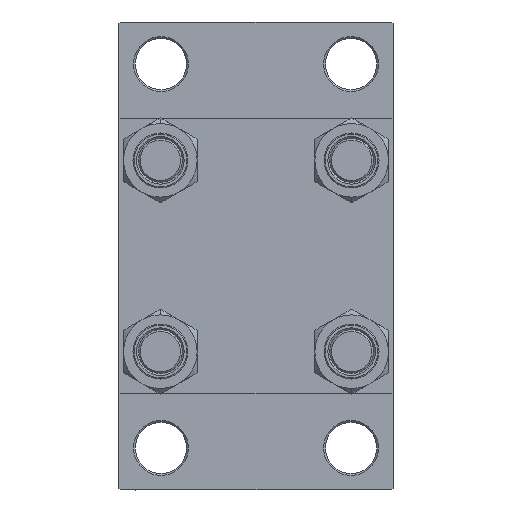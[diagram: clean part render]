
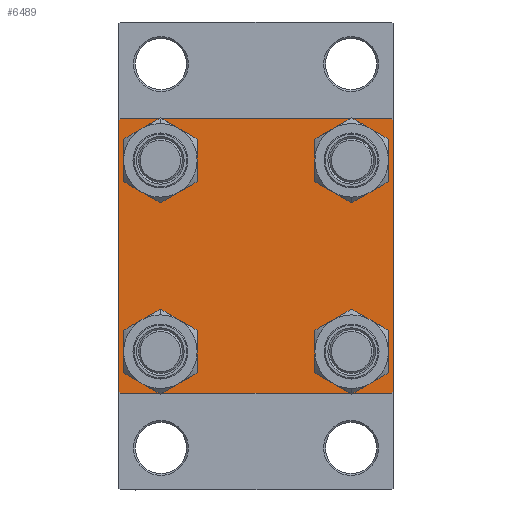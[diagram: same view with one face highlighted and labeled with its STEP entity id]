
A CAD part, left-side view. The second image highlights one B-rep face of the part: STEP entity #6489.
In plain terms, the highlighted planar face has unit normal (-1, 0, 0).
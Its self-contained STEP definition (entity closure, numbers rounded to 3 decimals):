
#35 = FACE_BOUND ( 'NONE', #41385, .T. ) ;
#142 = EDGE_CURVE ( 'NONE', #27796, #21841, #7519, .T. ) ;
#323 = DIRECTION ( 'NONE',  ( 0., 0., -1. ) ) ;
#478 = DIRECTION ( 'NONE',  ( 0., 0.707, 0.707 ) ) ;
#1140 = VERTEX_POINT ( 'NONE', #31150 ) ;
#1290 = CARTESIAN_POINT ( 'NONE',  ( 0., -26.15, 32.65 ) ) ;
#1489 = AXIS2_PLACEMENT_3D ( 'NONE', #16436, #29740, #38358 ) ;
#1950 = EDGE_CURVE ( 'NONE', #33614, #6643, #13373, .T. ) ;
#4139 = DIRECTION ( 'NONE',  ( 0., -1., 0. ) ) ;
#5238 = CARTESIAN_POINT ( 'NONE',  ( 0., 26.15, -19.65 ) ) ;
#6489 = ADVANCED_FACE ( 'NONE', ( #25063, #29134, #10150, #35, #39515 ), #43842, .T. ) ;
#6621 = ORIENTED_EDGE ( 'NONE', *, *, #20337, .T. ) ;
#6643 = VERTEX_POINT ( 'NONE', #36079 ) ;
#6846 = EDGE_CURVE ( 'NONE', #28864, #23802, #45783, .T. ) ;
#7043 = VERTEX_POINT ( 'NONE', #27091 ) ;
#7519 = LINE ( 'NONE', #22205, #46437 ) ;
#7995 = CARTESIAN_POINT ( 'NONE',  ( 0., -26.15, 26.15 ) ) ;
#8476 = DIRECTION ( 'NONE',  ( 1., 0., 0. ) ) ;
#8539 = VERTEX_POINT ( 'NONE', #45275 ) ;
#9423 = LINE ( 'NONE', #32021, #10906 ) ;
#9585 = CARTESIAN_POINT ( 'NONE',  ( 0., -37.5, 37. ) ) ;
#9690 = VERTEX_POINT ( 'NONE', #31763 ) ;
#10150 = FACE_BOUND ( 'NONE', #26001, .T. ) ;
#10350 = VERTEX_POINT ( 'NONE', #12412 ) ;
#10906 = VECTOR ( 'NONE', #35160, 1000. ) ;
#11156 = CARTESIAN_POINT ( 'NONE',  ( 0., -26.15, -26.15 ) ) ;
#11197 = CARTESIAN_POINT ( 'NONE',  ( 0., 26.15, -32.65 ) ) ;
#11846 = ORIENTED_EDGE ( 'NONE', *, *, #142, .F. ) ;
#12140 = ORIENTED_EDGE ( 'NONE', *, *, #35155, .T. ) ;
#12304 = EDGE_CURVE ( 'NONE', #27796, #7043, #32832, .T. ) ;
#12412 = CARTESIAN_POINT ( 'NONE',  ( 0., -26.15, -32.65 ) ) ;
#12673 = DIRECTION ( 'NONE',  ( 0., 0., -1. ) ) ;
#12907 = CARTESIAN_POINT ( 'NONE',  ( 0., -37.5, 37.5 ) ) ;
#13338 = DIRECTION ( 'NONE',  ( 0., -0.707, 0.707 ) ) ;
#13373 = LINE ( 'NONE', #12907, #27257 ) ;
#13729 = AXIS2_PLACEMENT_3D ( 'NONE', #11156, #26070, #30581 ) ;
#13756 = CARTESIAN_POINT ( 'NONE',  ( 0., 0., 0. ) ) ;
#13776 = ORIENTED_EDGE ( 'NONE', *, *, #38186, .T. ) ;
#14512 = LINE ( 'NONE', #18133, #25501 ) ;
#14534 = CARTESIAN_POINT ( 'NONE',  ( 0., 37.25, 37.25 ) ) ;
#14704 = DIRECTION ( 'NONE',  ( 0., 0., 1. ) ) ;
#15548 = AXIS2_PLACEMENT_3D ( 'NONE', #7995, #8476, #26995 ) ;
#16436 = CARTESIAN_POINT ( 'NONE',  ( 0., 26.15, 26.15 ) ) ;
#16548 = ORIENTED_EDGE ( 'NONE', *, *, #6846, .T. ) ;
#16717 = LINE ( 'NONE', #38867, #35092 ) ;
#16848 = EDGE_CURVE ( 'NONE', #1140, #6643, #16717, .T. ) ;
#16891 = CARTESIAN_POINT ( 'NONE',  ( 0., 26.15, 19.65 ) ) ;
#17486 = AXIS2_PLACEMENT_3D ( 'NONE', #17978, #18691, #40362 ) ;
#17671 = ORIENTED_EDGE ( 'NONE', *, *, #34029, .T. ) ;
#17831 = EDGE_LOOP ( 'NONE', ( #40553, #41735 ) ) ;
#17860 = CIRCLE ( 'NONE', #15548, 6.5 ) ;
#17923 = VERTEX_POINT ( 'NONE', #22074 ) ;
#17978 = CARTESIAN_POINT ( 'NONE',  ( 0., -26.15, -26.15 ) ) ;
#18133 = CARTESIAN_POINT ( 'NONE',  ( 0., 37.5, 37.5 ) ) ;
#18540 = CARTESIAN_POINT ( 'NONE',  ( 0., -26.15, 26.15 ) ) ;
#18570 = CARTESIAN_POINT ( 'NONE',  ( 0., 37., -37.5 ) ) ;
#18691 = DIRECTION ( 'NONE',  ( 1., 0., 0. ) ) ;
#18980 = ORIENTED_EDGE ( 'NONE', *, *, #33361, .T. ) ;
#20155 = DIRECTION ( 'NONE',  ( 0., 0., 1. ) ) ;
#20284 = DIRECTION ( 'NONE',  ( 0., -0.707, -0.707 ) ) ;
#20337 = EDGE_CURVE ( 'NONE', #23802, #28864, #25232, .T. ) ;
#21841 = VERTEX_POINT ( 'NONE', #39432 ) ;
#22074 = CARTESIAN_POINT ( 'NONE',  ( 0., -26.15, -19.65 ) ) ;
#22174 = DIRECTION ( 'NONE',  ( -1., 0., 0. ) ) ;
#22205 = CARTESIAN_POINT ( 'NONE',  ( 0., 37.5, 37.5 ) ) ;
#22728 = AXIS2_PLACEMENT_3D ( 'NONE', #27377, #35308, #31473 ) ;
#22923 = AXIS2_PLACEMENT_3D ( 'NONE', #43743, #32896, #44210 ) ;
#23683 = CIRCLE ( 'NONE', #22923, 6.5 ) ;
#23767 = DIRECTION ( 'NONE',  ( 1., 0., 0. ) ) ;
#23802 = VERTEX_POINT ( 'NONE', #5238 ) ;
#25063 = FACE_BOUND ( 'NONE', #46723, .T. ) ;
#25232 = CIRCLE ( 'NONE', #42925, 6.5 ) ;
#25270 = CIRCLE ( 'NONE', #13729, 6.5 ) ;
#25501 = VECTOR ( 'NONE', #323, 1000. ) ;
#25837 = DIRECTION ( 'NONE',  ( 0., 0.707, -0.707 ) ) ;
#26001 = EDGE_LOOP ( 'NONE', ( #6621, #16548 ) ) ;
#26070 = DIRECTION ( 'NONE',  ( 1., 0., 0. ) ) ;
#26345 = CARTESIAN_POINT ( 'NONE',  ( 0., 37., 37.5 ) ) ;
#26995 = DIRECTION ( 'NONE',  ( 0., 0., 1. ) ) ;
#27091 = CARTESIAN_POINT ( 'NONE',  ( 0., 37.5, 37. ) ) ;
#27257 = VECTOR ( 'NONE', #12673, 1000. ) ;
#27377 = CARTESIAN_POINT ( 'NONE',  ( 0., 26.15, -26.15 ) ) ;
#27796 = VERTEX_POINT ( 'NONE', #26345 ) ;
#27972 = VECTOR ( 'NONE', #20284, 1000. ) ;
#28281 = CIRCLE ( 'NONE', #45264, 6.5 ) ;
#28482 = ORIENTED_EDGE ( 'NONE', *, *, #12304, .T. ) ;
#28864 = VERTEX_POINT ( 'NONE', #11197 ) ;
#29134 = FACE_BOUND ( 'NONE', #17831, .T. ) ;
#29275 = EDGE_CURVE ( 'NONE', #7043, #8539, #14512, .T. ) ;
#29609 = EDGE_CURVE ( 'NONE', #46366, #1140, #9423, .T. ) ;
#29694 = ORIENTED_EDGE ( 'NONE', *, *, #29609, .T. ) ;
#29740 = DIRECTION ( 'NONE',  ( 1., 0., 0. ) ) ;
#29877 = ORIENTED_EDGE ( 'NONE', *, *, #37448, .T. ) ;
#30304 = CARTESIAN_POINT ( 'NONE',  ( 0., -37.25, 37.25 ) ) ;
#30581 = DIRECTION ( 'NONE',  ( 0., 0., 1. ) ) ;
#31150 = CARTESIAN_POINT ( 'NONE',  ( 0., -37., -37.5 ) ) ;
#31432 = VERTEX_POINT ( 'NONE', #16891 ) ;
#31466 = CIRCLE ( 'NONE', #1489, 6.5 ) ;
#31473 = DIRECTION ( 'NONE',  ( 0., 0., 1. ) ) ;
#31763 = CARTESIAN_POINT ( 'NONE',  ( 0., -26.15, 19.65 ) ) ;
#32021 = CARTESIAN_POINT ( 'NONE',  ( 0., 37.5, -37.5 ) ) ;
#32832 = LINE ( 'NONE', #14534, #39682 ) ;
#32896 = DIRECTION ( 'NONE',  ( 1., 0., 0. ) ) ;
#33361 = EDGE_CURVE ( 'NONE', #33614, #21841, #37048, .T. ) ;
#33614 = VERTEX_POINT ( 'NONE', #9585 ) ;
#34029 = EDGE_CURVE ( 'NONE', #9690, #42159, #17860, .T. ) ;
#34502 = ORIENTED_EDGE ( 'NONE', *, *, #43025, .T. ) ;
#35092 = VECTOR ( 'NONE', #13338, 1000. ) ;
#35155 = EDGE_CURVE ( 'NONE', #8539, #46366, #35186, .T. ) ;
#35160 = DIRECTION ( 'NONE',  ( 0., -1., 0. ) ) ;
#35186 = LINE ( 'NONE', #46276, #27972 ) ;
#35308 = DIRECTION ( 'NONE',  ( 1., 0., 0. ) ) ;
#35745 = ORIENTED_EDGE ( 'NONE', *, *, #16848, .T. ) ;
#36079 = CARTESIAN_POINT ( 'NONE',  ( 0., -37.5, -37. ) ) ;
#36296 = ORIENTED_EDGE ( 'NONE', *, *, #1950, .F. ) ;
#36522 = AXIS2_PLACEMENT_3D ( 'NONE', #13756, #22174, #14704 ) ;
#36589 = DIRECTION ( 'NONE',  ( 0., 0., 1. ) ) ;
#36621 = EDGE_CURVE ( 'NONE', #10350, #17923, #38255, .T. ) ;
#37048 = LINE ( 'NONE', #30304, #40905 ) ;
#37307 = EDGE_LOOP ( 'NONE', ( #37396, #12140, #29694, #35745, #36296, #18980, #11846, #28482 ) ) ;
#37396 = ORIENTED_EDGE ( 'NONE', *, *, #29275, .T. ) ;
#37448 = EDGE_CURVE ( 'NONE', #44869, #31432, #23683, .T. ) ;
#38186 = EDGE_CURVE ( 'NONE', #42159, #9690, #28281, .T. ) ;
#38255 = CIRCLE ( 'NONE', #17486, 6.5 ) ;
#38358 = DIRECTION ( 'NONE',  ( 0., 0., 1. ) ) ;
#38867 = CARTESIAN_POINT ( 'NONE',  ( 0., -37.25, -37.25 ) ) ;
#39432 = CARTESIAN_POINT ( 'NONE',  ( 0., -37., 37.5 ) ) ;
#39515 = FACE_OUTER_BOUND ( 'NONE', #37307, .T. ) ;
#39682 = VECTOR ( 'NONE', #25837, 1000. ) ;
#39906 = EDGE_CURVE ( 'NONE', #17923, #10350, #25270, .T. ) ;
#39978 = DIRECTION ( 'NONE',  ( 1., 0., 0. ) ) ;
#40362 = DIRECTION ( 'NONE',  ( 0., 0., 1. ) ) ;
#40553 = ORIENTED_EDGE ( 'NONE', *, *, #39906, .T. ) ;
#40905 = VECTOR ( 'NONE', #478, 1000. ) ;
#41385 = EDGE_LOOP ( 'NONE', ( #29877, #34502 ) ) ;
#41735 = ORIENTED_EDGE ( 'NONE', *, *, #36621, .T. ) ;
#42159 = VERTEX_POINT ( 'NONE', #1290 ) ;
#42543 = CARTESIAN_POINT ( 'NONE',  ( 0., 26.15, 32.65 ) ) ;
#42925 = AXIS2_PLACEMENT_3D ( 'NONE', #46376, #23767, #20155 ) ;
#43025 = EDGE_CURVE ( 'NONE', #31432, #44869, #31466, .T. ) ;
#43743 = CARTESIAN_POINT ( 'NONE',  ( 0., 26.15, 26.15 ) ) ;
#43842 = PLANE ( 'NONE',  #36522 ) ;
#44210 = DIRECTION ( 'NONE',  ( 0., 0., 1. ) ) ;
#44869 = VERTEX_POINT ( 'NONE', #42543 ) ;
#45264 = AXIS2_PLACEMENT_3D ( 'NONE', #18540, #39978, #36589 ) ;
#45275 = CARTESIAN_POINT ( 'NONE',  ( 0., 37.5, -37. ) ) ;
#45783 = CIRCLE ( 'NONE', #22728, 6.5 ) ;
#46276 = CARTESIAN_POINT ( 'NONE',  ( 0., 37.25, -37.25 ) ) ;
#46366 = VERTEX_POINT ( 'NONE', #18570 ) ;
#46376 = CARTESIAN_POINT ( 'NONE',  ( 0., 26.15, -26.15 ) ) ;
#46437 = VECTOR ( 'NONE', #4139, 1000. ) ;
#46723 = EDGE_LOOP ( 'NONE', ( #13776, #17671 ) ) ;
